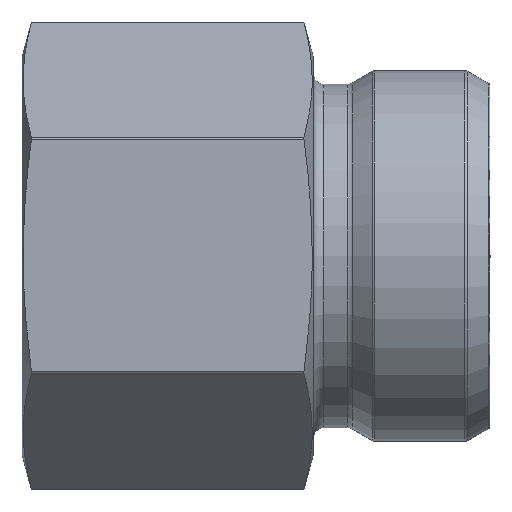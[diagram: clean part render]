
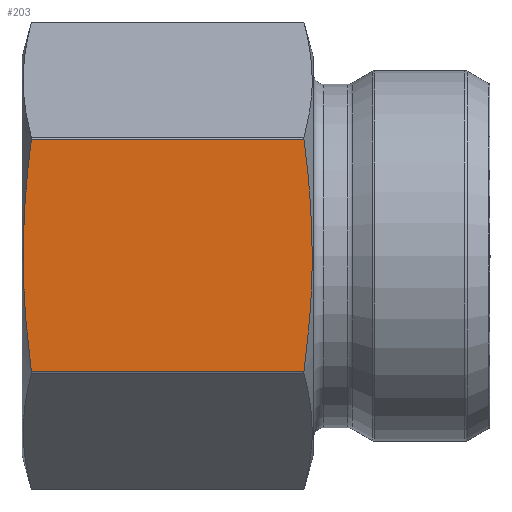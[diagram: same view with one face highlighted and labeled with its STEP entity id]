
A CAD part, top view. The second image highlights one B-rep face of the part: STEP entity #203.
In plain terms, the highlighted planar face has unit normal (0, 0, 1).
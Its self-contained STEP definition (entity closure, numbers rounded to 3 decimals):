
#203=ADVANCED_FACE('',(#250),#239,.F.);
#239=PLANE('',#583);
#250=FACE_OUTER_BOUND('',#262,.T.);
#262=EDGE_LOOP('',(#346,#347,#348,#349));
#322=LINE('',#819,#334);
#323=LINE('',#828,#335);
#334=VECTOR('',#656,1.);
#335=VECTOR('',#657,1.);
#346=ORIENTED_EDGE('',*,*,#511,.F.);
#347=ORIENTED_EDGE('',*,*,#512,.F.);
#348=ORIENTED_EDGE('',*,*,#513,.T.);
#349=ORIENTED_EDGE('',*,*,#514,.T.);
#464=VERTEX_POINT('',#817);
#465=VERTEX_POINT('',#818);
#466=VERTEX_POINT('',#820);
#467=VERTEX_POINT('',#827);
#511=EDGE_CURVE('',#464,#465,#570,.T.);
#512=EDGE_CURVE('',#466,#464,#322,.T.);
#513=EDGE_CURVE('',#466,#467,#571,.T.);
#514=EDGE_CURVE('',#467,#465,#323,.T.);
#570=B_SPLINE_CURVE_WITH_KNOTS('',3,(#811,#812,#813,#814,#815,#816),
 .UNSPECIFIED.,.F.,.F.,(4,2,4),(0.,0.5,1.),.UNSPECIFIED.);
#571=B_SPLINE_CURVE_WITH_KNOTS('',3,(#821,#822,#823,#824,#825,#826),
 .UNSPECIFIED.,.F.,.F.,(4,2,4),(0.,0.5,1.),.UNSPECIFIED.);
#583=AXIS2_PLACEMENT_3D('',#829,#658,#659);
#656=DIRECTION('',(-1.,0.,0.));
#657=DIRECTION('',(-1.,0.,0.));
#658=DIRECTION('',(0.,0.,-1.));
#659=DIRECTION('',(0.,1.,0.));
#811=CARTESIAN_POINT('',(1.065,-13.108,23.));
#812=CARTESIAN_POINT('',(0.486,-8.744,23.));
#813=CARTESIAN_POINT('',(0.133,-4.348,23.));
#814=CARTESIAN_POINT('',(0.135,4.393,23.));
#815=CARTESIAN_POINT('',(0.487,8.754,23.));
#816=CARTESIAN_POINT('',(1.065,13.108,23.));
#817=CARTESIAN_POINT('',(1.065,-13.108,23.));
#818=CARTESIAN_POINT('',(1.065,13.108,23.));
#819=CARTESIAN_POINT('',(53.,-13.108,23.));
#820=CARTESIAN_POINT('',(31.935,-13.108,23.));
#821=CARTESIAN_POINT('',(31.935,-13.108,23.));
#822=CARTESIAN_POINT('',(32.514,-8.744,23.));
#823=CARTESIAN_POINT('',(32.867,-4.348,23.));
#824=CARTESIAN_POINT('',(32.865,4.393,23.));
#825=CARTESIAN_POINT('',(32.513,8.754,23.));
#826=CARTESIAN_POINT('',(31.935,13.108,23.));
#827=CARTESIAN_POINT('',(31.935,13.108,23.));
#828=CARTESIAN_POINT('',(53.,13.108,23.));
#829=CARTESIAN_POINT('',(53.,13.108,23.));
